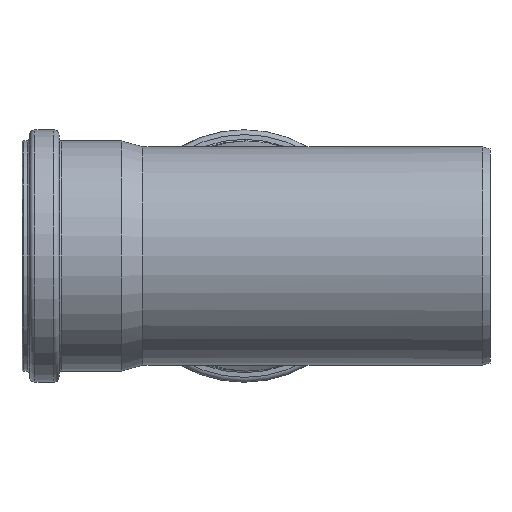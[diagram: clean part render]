
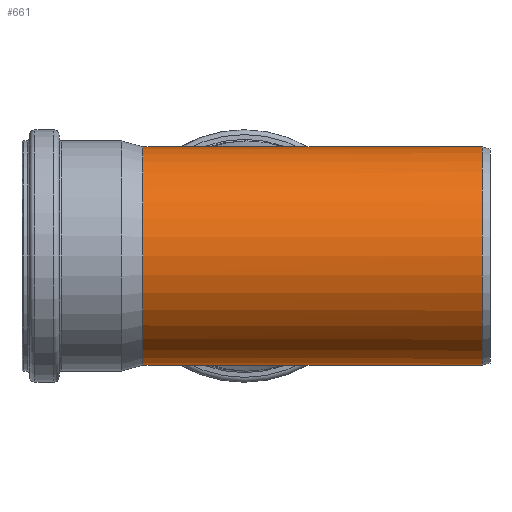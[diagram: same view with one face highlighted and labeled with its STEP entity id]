
A CAD part, left-side view. The second image highlights one B-rep face of the part: STEP entity #661.
In plain terms, the highlighted cylindrical face has radius 62.65 mm (diameter 125.3 mm), a full revolution.
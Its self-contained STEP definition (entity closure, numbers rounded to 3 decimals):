
#53=FACE_BOUND('',#256,.T.);
#110=CIRCLE('',#727,62.65);
#111=CIRCLE('',#728,62.65);
#165=CYLINDRICAL_SURFACE('',#726,62.65);
#182=ELLIPSE('',#718,92.119,62.65);
#185=ELLIPSE('',#721,92.119,62.65);
#187=ELLIPSE('',#723,88.064,62.65);
#195=FACE_OUTER_BOUND('',#255,.T.);
#255=EDGE_LOOP('',(#532));
#256=EDGE_LOOP('',(#533,#534,#535,#536,#537,#538));
#369=B_SPLINE_CURVE_WITH_KNOTS('',3,(#1174,#1175,#1176,#1177,#1178,#1179,
#1180,#1181,#1182,#1183),.UNSPECIFIED.,.F.,.F.,(4,2,2,2,4),(0.,0.034,
0.051,0.062,0.064),.UNSPECIFIED.);
#371=B_SPLINE_CURVE_WITH_KNOTS('',3,(#1194,#1195,#1196,#1197,#1198,#1199,
#1200,#1201,#1202,#1203),.UNSPECIFIED.,.F.,.F.,(4,2,2,2,4),(2.024,
2.031,2.058,2.095,2.193),
 .UNSPECIFIED.);
#377=VERTEX_POINT('',#1153);
#378=VERTEX_POINT('',#1173);
#379=VERTEX_POINT('',#1184);
#380=VERTEX_POINT('',#1193);
#382=VERTEX_POINT('',#1269);
#383=VERTEX_POINT('',#1307);
#384=VERTEX_POINT('',#1370);
#442=EDGE_CURVE('',#378,#377,#369,.T.);
#444=EDGE_CURVE('',#380,#379,#371,.T.);
#447=EDGE_CURVE('',#380,#382,#182,.T.);
#450=EDGE_CURVE('',#383,#377,#185,.T.);
#452=EDGE_CURVE('',#382,#383,#187,.T.);
#454=EDGE_CURVE('',#384,#384,#110,.T.);
#455=EDGE_CURVE('',#378,#379,#111,.T.);
#532=ORIENTED_EDGE('',*,*,#454,.T.);
#533=ORIENTED_EDGE('',*,*,#444,.T.);
#534=ORIENTED_EDGE('',*,*,#455,.F.);
#535=ORIENTED_EDGE('',*,*,#442,.T.);
#536=ORIENTED_EDGE('',*,*,#450,.F.);
#537=ORIENTED_EDGE('',*,*,#452,.F.);
#538=ORIENTED_EDGE('',*,*,#447,.F.);
#661=ADVANCED_FACE('',(#195,#53),#165,.T.);
#718=AXIS2_PLACEMENT_3D('',#1270,#839,#840);
#721=AXIS2_PLACEMENT_3D('',#1309,#845,#846);
#723=AXIS2_PLACEMENT_3D('',#1366,#849,#850);
#726=AXIS2_PLACEMENT_3D('',#1369,#855,#856);
#727=AXIS2_PLACEMENT_3D('',#1371,#857,#858);
#728=AXIS2_PLACEMENT_3D('',#1372,#859,#860);
#839=DIRECTION('center_axis',(0.733,-0.68,0.));
#840=DIRECTION('ref_axis',(0.68,0.733,0.));
#845=DIRECTION('center_axis',(0.733,-0.68,0.));
#846=DIRECTION('ref_axis',(0.68,0.733,0.));
#849=DIRECTION('center_axis',(0.703,0.711,0.));
#850=DIRECTION('ref_axis',(0.711,-0.703,0.));
#855=DIRECTION('center_axis',(0.,1.,0.));
#856=DIRECTION('ref_axis',(-1.,0.,0.));
#857=DIRECTION('center_axis',(0.,1.,0.));
#858=DIRECTION('ref_axis',(1.,0.,0.));
#859=DIRECTION('center_axis',(0.,1.,0.));
#860=DIRECTION('ref_axis',(1.,0.,0.));
#1153=CARTESIAN_POINT('',(58.337,198.884,-22.845));
#1173=CARTESIAN_POINT('',(58.12,199.103,-23.39));
#1174=CARTESIAN_POINT('Ctrl Pts',(58.12,199.103,-23.39));
#1175=CARTESIAN_POINT('Ctrl Pts',(58.162,199.103,-23.286));
#1176=CARTESIAN_POINT('Ctrl Pts',(58.209,199.094,-23.168));
#1177=CARTESIAN_POINT('Ctrl Pts',(58.269,199.046,-23.017));
#1178=CARTESIAN_POINT('Ctrl Pts',(58.288,199.024,-22.967));
#1179=CARTESIAN_POINT('Ctrl Pts',(58.316,198.968,-22.898));
#1180=CARTESIAN_POINT('Ctrl Pts',(58.325,198.942,-22.874));
#1181=CARTESIAN_POINT('Ctrl Pts',(58.334,198.902,-22.852));
#1182=CARTESIAN_POINT('Ctrl Pts',(58.335,198.893,-22.848));
#1183=CARTESIAN_POINT('Ctrl Pts',(58.337,198.884,-22.845));
#1184=CARTESIAN_POINT('',(58.12,199.103,23.39));
#1193=CARTESIAN_POINT('',(58.337,198.885,22.845));
#1194=CARTESIAN_POINT('Ctrl Pts',(58.337,198.884,22.845));
#1195=CARTESIAN_POINT('Ctrl Pts',(58.335,198.893,22.848));
#1196=CARTESIAN_POINT('Ctrl Pts',(58.334,198.901,22.852));
#1197=CARTESIAN_POINT('Ctrl Pts',(58.326,198.938,22.872));
#1198=CARTESIAN_POINT('Ctrl Pts',(58.318,198.963,22.893));
#1199=CARTESIAN_POINT('Ctrl Pts',(58.295,199.012,22.951));
#1200=CARTESIAN_POINT('Ctrl Pts',(58.279,199.033,22.99));
#1201=CARTESIAN_POINT('Ctrl Pts',(58.222,199.09,23.135));
#1202=CARTESIAN_POINT('Ctrl Pts',(58.17,199.103,23.267));
#1203=CARTESIAN_POINT('Ctrl Pts',(58.12,199.103,23.39));
#1269=CARTESIAN_POINT('',(0.,136.,62.65));
#1270=CARTESIAN_POINT('Origin',(0.,136.,0.));
#1307=CARTESIAN_POINT('',(0.,136.,-62.65));
#1309=CARTESIAN_POINT('Origin',(0.,136.,0.));
#1366=CARTESIAN_POINT('Origin',(0.,136.,0.));
#1369=CARTESIAN_POINT('Origin',(0.,198.554,
0.));
#1370=CARTESIAN_POINT('',(-62.65,4.5,0.));
#1371=CARTESIAN_POINT('Origin',(0.,4.5,
0.));
#1372=CARTESIAN_POINT('Origin',(0.,199.103,
0.));
